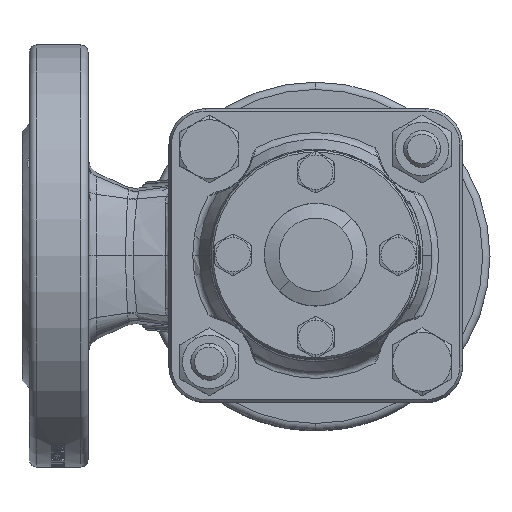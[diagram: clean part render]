
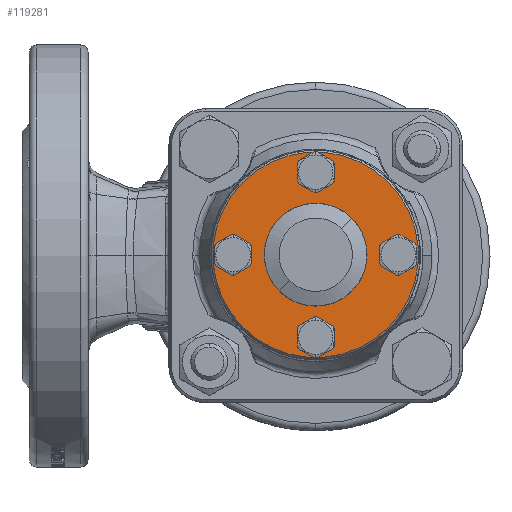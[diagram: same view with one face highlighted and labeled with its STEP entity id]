
A CAD part, top view. The second image highlights one B-rep face of the part: STEP entity #119281.
In plain terms, the highlighted planar face has unit normal (0, 0, 1).
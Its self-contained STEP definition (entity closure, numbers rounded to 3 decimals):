
#118221=CARTESIAN_POINT('',(-19.799,-19.799,191.45));
#118222=VERTEX_POINT('',#118221);
#118223=CARTESIAN_POINT('',(19.799,19.799,191.45));
#118224=VERTEX_POINT('',#118223);
#118225=CARTESIAN_POINT('',(0.,0.,191.45));
#118226=DIRECTION('',(-0.,-0.,1.));
#118227=DIRECTION('',(0.707,0.707,0.));
#118228=AXIS2_PLACEMENT_3D('',#118225,#118226,#118227);
#118229=CIRCLE('',#118228,28.);
#118230=EDGE_CURVE('NONE',#118222,#118224,#118229,.T.);
#118316=CARTESIAN_POINT('',(-20.167,2.333,191.45));
#118317=VERTEX_POINT('',#118316);
#118324=CARTESIAN_POINT('',(-24.833,-2.333,191.45));
#118325=VERTEX_POINT('',#118324);
#118326=CARTESIAN_POINT('',(-22.5,0.,191.45));
#118327=DIRECTION('',(0.,0.,1.));
#118328=DIRECTION('',(-0.707,-0.707,0.));
#118329=AXIS2_PLACEMENT_3D('',#118326,#118327,#118328);
#118330=CIRCLE('',#118329,3.3);
#118331=EDGE_CURVE('NONE',#118317,#118325,#118330,.T.);
#118358=CARTESIAN_POINT('',(2.333,-20.167,191.45));
#118359=VERTEX_POINT('',#118358);
#118366=CARTESIAN_POINT('',(-2.333,-24.833,191.45));
#118367=VERTEX_POINT('',#118366);
#118368=CARTESIAN_POINT('',(0.,-22.5,191.45));
#118369=DIRECTION('',(0.,0.,1.));
#118370=DIRECTION('',(-0.707,-0.707,0.));
#118371=AXIS2_PLACEMENT_3D('',#118368,#118369,#118370);
#118372=CIRCLE('',#118371,3.3);
#118373=EDGE_CURVE('NONE',#118359,#118367,#118372,.T.);
#118400=CARTESIAN_POINT('',(24.833,2.333,191.45));
#118401=VERTEX_POINT('',#118400);
#118408=CARTESIAN_POINT('',(20.167,-2.333,191.45));
#118409=VERTEX_POINT('',#118408);
#118410=CARTESIAN_POINT('',(22.5,0.,191.45));
#118411=DIRECTION('',(0.,0.,1.));
#118412=DIRECTION('',(-0.707,-0.707,0.));
#118413=AXIS2_PLACEMENT_3D('',#118410,#118411,#118412);
#118414=CIRCLE('',#118413,3.3);
#118415=EDGE_CURVE('NONE',#118401,#118409,#118414,.T.);
#118442=CARTESIAN_POINT('',(2.333,24.833,191.45));
#118443=VERTEX_POINT('',#118442);
#118450=CARTESIAN_POINT('',(-2.333,20.167,191.45));
#118451=VERTEX_POINT('',#118450);
#118452=CARTESIAN_POINT('',(0.,22.5,191.45));
#118453=DIRECTION('',(0.,0.,1.));
#118454=DIRECTION('',(-0.707,-0.707,0.));
#118455=AXIS2_PLACEMENT_3D('',#118452,#118453,#118454);
#118456=CIRCLE('',#118455,3.3);
#118457=EDGE_CURVE('NONE',#118443,#118451,#118456,.T.);
#118526=CARTESIAN_POINT('',(-9.899,-9.899,191.45));
#118527=VERTEX_POINT('',#118526);
#118534=CARTESIAN_POINT('',(9.899,9.899,191.45));
#118535=VERTEX_POINT('',#118534);
#118536=CARTESIAN_POINT('',(0.,0.,191.45));
#118537=DIRECTION('',(0.,0.,-1.));
#118538=DIRECTION('',(0.707,0.707,0.));
#118539=AXIS2_PLACEMENT_3D('',#118536,#118537,#118538);
#118540=CIRCLE('',#118539,14.);
#118541=EDGE_CURVE('NONE',#118535,#118527,#118540,.T.);
#119216=CARTESIAN_POINT('',(-20.153,20.153,191.45));
#119217=DIRECTION('',(0.,0.,-1.));
#119218=DIRECTION('',(0.707,0.707,0.));
#119219=AXIS2_PLACEMENT_3D('',#119216,#119217,#119218);
#119220=PLANE('',#119219);
#119221=CARTESIAN_POINT('',(0.,0.,191.45));
#119222=DIRECTION('',(-0.,-0.,1.));
#119223=DIRECTION('',(0.707,0.707,0.));
#119224=AXIS2_PLACEMENT_3D('',#119221,#119222,#119223);
#119225=CIRCLE('',#119224,28.);
#119226=EDGE_CURVE('NONE',#118224,#118222,#119225,.T.);
#119227=ORIENTED_EDGE('',*,*,#119226,.T.);
#119228=ORIENTED_EDGE('',*,*,#118230,.T.);
#119229=EDGE_LOOP('',(#119227,#119228));
#119230=FACE_BOUND('',#119229,.T.);
#119231=CARTESIAN_POINT('',(-22.5,0.,191.45));
#119232=DIRECTION('',(0.,0.,1.));
#119233=DIRECTION('',(-0.707,-0.707,0.));
#119234=AXIS2_PLACEMENT_3D('',#119231,#119232,#119233);
#119235=CIRCLE('',#119234,3.3);
#119236=EDGE_CURVE('NONE',#118325,#118317,#119235,.T.);
#119237=ORIENTED_EDGE('',*,*,#119236,.F.);
#119238=ORIENTED_EDGE('',*,*,#118331,.F.);
#119239=EDGE_LOOP('',(#119237,#119238));
#119240=FACE_BOUND('',#119239,.T.);
#119241=CARTESIAN_POINT('',(0.,-22.5,191.45));
#119242=DIRECTION('',(0.,0.,1.));
#119243=DIRECTION('',(-0.707,-0.707,0.));
#119244=AXIS2_PLACEMENT_3D('',#119241,#119242,#119243);
#119245=CIRCLE('',#119244,3.3);
#119246=EDGE_CURVE('NONE',#118367,#118359,#119245,.T.);
#119247=ORIENTED_EDGE('',*,*,#119246,.F.);
#119248=ORIENTED_EDGE('',*,*,#118373,.F.);
#119249=EDGE_LOOP('',(#119247,#119248));
#119250=FACE_BOUND('',#119249,.T.);
#119251=CARTESIAN_POINT('',(22.5,0.,191.45));
#119252=DIRECTION('',(0.,0.,1.));
#119253=DIRECTION('',(-0.707,-0.707,0.));
#119254=AXIS2_PLACEMENT_3D('',#119251,#119252,#119253);
#119255=CIRCLE('',#119254,3.3);
#119256=EDGE_CURVE('NONE',#118409,#118401,#119255,.T.);
#119257=ORIENTED_EDGE('',*,*,#119256,.F.);
#119258=ORIENTED_EDGE('',*,*,#118415,.F.);
#119259=EDGE_LOOP('',(#119257,#119258));
#119260=FACE_BOUND('',#119259,.T.);
#119261=CARTESIAN_POINT('',(0.,22.5,191.45));
#119262=DIRECTION('',(0.,0.,1.));
#119263=DIRECTION('',(-0.707,-0.707,0.));
#119264=AXIS2_PLACEMENT_3D('',#119261,#119262,#119263);
#119265=CIRCLE('',#119264,3.3);
#119266=EDGE_CURVE('NONE',#118451,#118443,#119265,.T.);
#119267=ORIENTED_EDGE('',*,*,#119266,.F.);
#119268=ORIENTED_EDGE('',*,*,#118457,.F.);
#119269=EDGE_LOOP('',(#119267,#119268));
#119270=FACE_BOUND('',#119269,.T.);
#119271=ORIENTED_EDGE('',*,*,#118541,.T.);
#119272=CARTESIAN_POINT('',(0.,0.,191.45));
#119273=DIRECTION('',(0.,0.,-1.));
#119274=DIRECTION('',(0.707,0.707,0.));
#119275=AXIS2_PLACEMENT_3D('',#119272,#119273,#119274);
#119276=CIRCLE('',#119275,14.);
#119277=EDGE_CURVE('NONE',#118527,#118535,#119276,.T.);
#119278=ORIENTED_EDGE('',*,*,#119277,.T.);
#119279=EDGE_LOOP('',(#119271,#119278));
#119280=FACE_BOUND('',#119279,.T.);
#119281=ADVANCED_FACE('NONE',(#119230,#119240,#119250,#119260,#119270,#119280),#119220,.F.);
